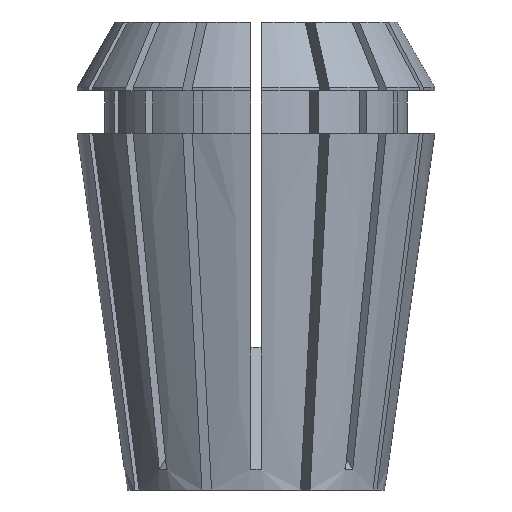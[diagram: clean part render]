
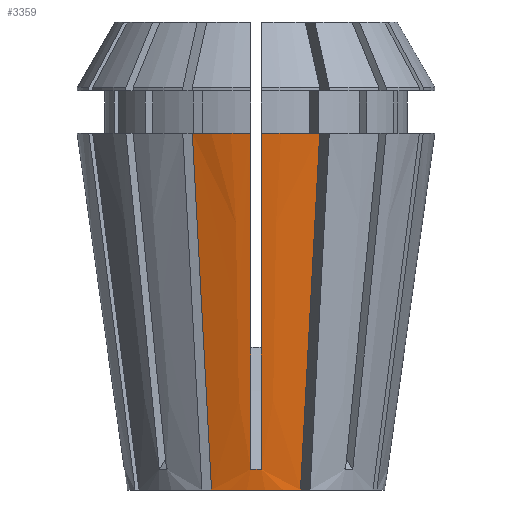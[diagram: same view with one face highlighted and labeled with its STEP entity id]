
A CAD part, left-side view. The second image highlights one B-rep face of the part: STEP entity #3359.
In plain terms, the highlighted conical face has half-angle 8 degrees and reference radius 9.36 mm.
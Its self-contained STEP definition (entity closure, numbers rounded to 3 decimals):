
#2 = B_SPLINE_CURVE_WITH_KNOTS ( 'NONE', 3,
 ( #6063, #181, #694, #3161, #5564, #674, #4119, #1166, #1667, #5093 ),
 .UNSPECIFIED., .F., .F.,
 ( 4, 3, 3, 4 ),
 ( 0.051, 0.057, 0.074, 0.076 ),
 .UNSPECIFIED. ) ;
#22 = CARTESIAN_POINT ( 'NONE',  ( -9.07, -3.351, 2.199 ) ) ;
#23 = ORIENTED_EDGE ( 'NONE', *, *, #6267, .T. ) ;
#181 = CARTESIAN_POINT ( 'NONE',  ( -12.734, 0.375, 24.044 ) ) ;
#202 = ORIENTED_EDGE ( 'NONE', *, *, #2729, .F. ) ;
#509 = EDGE_CURVE ( 'NONE', #2043, #5185, #2786, .T. ) ;
#570 = CIRCLE ( 'NONE', #2691, 13. ) ;
#673 = EDGE_CURVE ( 'NONE', #920, #4785, #4545, .T. ) ;
#674 = CARTESIAN_POINT ( 'NONE',  ( -10.612, 0.375, 8.951 ) ) ;
#694 = CARTESIAN_POINT ( 'NONE',  ( -12.473, 0.375, 22.187 ) ) ;
#697 = CARTESIAN_POINT ( 'NONE',  ( -12.473, -0.375, 22.187 ) ) ;
#762 = CARTESIAN_POINT ( 'NONE',  ( 0., 0., 25.9 ) ) ;
#866 = B_SPLINE_CURVE_WITH_KNOTS ( 'NONE', 3,
 ( #1611, #5036, #4103, #4124, #6068, #4618, #1153 ),
 .UNSPECIFIED., .F., .F.,
 ( 4, 3, 4 ),
 ( 0., 0.023, 0.026 ),
 .UNSPECIFIED. ) ;
#887 = CARTESIAN_POINT ( 'NONE',  ( -9.573, 0.125, 1.498 ) ) ;
#920 = VERTEX_POINT ( 'NONE', #1342 ) ;
#935 = CARTESIAN_POINT ( 'NONE',  ( -8.784, -3.233, 0. ) ) ;
#1024 = CARTESIAN_POINT ( 'NONE',  ( -8.927, -3.292, 1.099 ) ) ;
#1153 = CARTESIAN_POINT ( 'NONE',  ( -8.784, 3.233, 0. ) ) ;
#1166 = CARTESIAN_POINT ( 'NONE',  ( -9.729, 0.375, 2.676 ) ) ;
#1178 = CARTESIAN_POINT ( 'NONE',  ( -9.565, 0.375, 1.507 ) ) ;
#1189 = CARTESIAN_POINT ( 'NONE',  ( -9.729, -0.375, 2.676 ) ) ;
#1249 = DIRECTION ( 'NONE',  ( 0., 0., -1. ) ) ;
#1342 = CARTESIAN_POINT ( 'NONE',  ( -12.995, 0.375, 25.9 ) ) ;
#1495 = CARTESIAN_POINT ( 'NONE',  ( -8.784, -3.233, 0. ) ) ;
#1611 = CARTESIAN_POINT ( 'NONE',  ( -12.149, 4.626, 25.9 ) ) ;
#1640 = AXIS2_PLACEMENT_3D ( 'NONE', #2090, #5573, #5017 ) ;
#1667 = CARTESIAN_POINT ( 'NONE',  ( -9.647, 0.375, 2.091 ) ) ;
#1670 = CARTESIAN_POINT ( 'NONE',  ( -9.811, -0.375, 3.261 ) ) ;
#1880 = ORIENTED_EDGE ( 'NONE', *, *, #3461, .T. ) ;
#1914 = CARTESIAN_POINT ( 'NONE',  ( -8.784, 3.233, 0. ) ) ;
#1944 = CARTESIAN_POINT ( 'NONE',  ( -9.565, -0.375, 1.507 ) ) ;
#2043 = VERTEX_POINT ( 'NONE', #2496 ) ;
#2090 = CARTESIAN_POINT ( 'NONE',  ( 0., 0., 0. ) ) ;
#2097 = CARTESIAN_POINT ( 'NONE',  ( -9.565, -0.375, 1.507 ) ) ;
#2193 = CARTESIAN_POINT ( 'NONE',  ( -11.412, -0.375, 14.641 ) ) ;
#2241 = EDGE_CURVE ( 'NONE', #5243, #3740, #5714, .T. ) ;
#2332 = CARTESIAN_POINT ( 'NONE',  ( -9.565, 0.375, 1.507 ) ) ;
#2362 = B_SPLINE_CURVE_WITH_KNOTS ( 'NONE', 3,
 ( #2332, #887, #4349, #1944 ),
 .UNSPECIFIED., .F., .F.,
 ( 4, 4 ),
 ( 0., 0.001 ),
 .UNSPECIFIED. ) ;
#2448 = CARTESIAN_POINT ( 'NONE',  ( -12.149, -4.626, 25.9 ) ) ;
#2496 = CARTESIAN_POINT ( 'NONE',  ( -12.149, -4.626, 25.9 ) ) ;
#2515 = CIRCLE ( 'NONE', #4358, 9.36 ) ;
#2586 = DIRECTION ( 'NONE',  ( 0., 0., -1. ) ) ;
#2655 = CARTESIAN_POINT ( 'NONE',  ( -9.647, -0.375, 2.091 ) ) ;
#2676 = ORIENTED_EDGE ( 'NONE', *, *, #673, .T. ) ;
#2691 = AXIS2_PLACEMENT_3D ( 'NONE', #762, #1249, #3703 ) ;
#2729 = EDGE_CURVE ( 'NONE', #5185, #5058, #2515, .T. ) ;
#2732 = ORIENTED_EDGE ( 'NONE', *, *, #509, .F. ) ;
#2736 = CONICAL_SURFACE ( 'NONE', #1640, 9.36, 0.14 ) ;
#2786 = B_SPLINE_CURVE_WITH_KNOTS ( 'NONE', 3,
 ( #2448, #3484, #3924, #2984, #22, #1024, #935 ),
 .UNSPECIFIED., .F., .F.,
 ( 4, 3, 4 ),
 ( 0., 0.023, 0.026 ),
 .UNSPECIFIED. ) ;
#2927 = VERTEX_POINT ( 'NONE', #1178 ) ;
#2984 = CARTESIAN_POINT ( 'NONE',  ( -9.213, -3.41, 3.298 ) ) ;
#3096 = AXIS2_PLACEMENT_3D ( 'NONE', #5496, #2586, #6040 ) ;
#3146 = CARTESIAN_POINT ( 'NONE',  ( -12.212, -0.375, 20.331 ) ) ;
#3161 = CARTESIAN_POINT ( 'NONE',  ( -12.212, 0.375, 20.331 ) ) ;
#3359 = ADVANCED_FACE ( 'NONE', ( #5391 ), #2736, .T. ) ;
#3461 = EDGE_CURVE ( 'NONE', #2043, #5243, #570, .T. ) ;
#3484 = CARTESIAN_POINT ( 'NONE',  ( -11.171, -4.221, 18.366 ) ) ;
#3703 = DIRECTION ( 'NONE',  ( -1., 0., 0. ) ) ;
#3740 = VERTEX_POINT ( 'NONE', #2097 ) ;
#3924 = CARTESIAN_POINT ( 'NONE',  ( -10.192, -3.816, 10.832 ) ) ;
#3935 = ORIENTED_EDGE ( 'NONE', *, *, #5405, .F. ) ;
#4045 = ORIENTED_EDGE ( 'NONE', *, *, #5920, .F. ) ;
#4053 = EDGE_LOOP ( 'NONE', ( #2676, #23, #202, #2732, #1880, #5039, #3935, #4045 ) ) ;
#4103 = CARTESIAN_POINT ( 'NONE',  ( -10.192, 3.816, 10.832 ) ) ;
#4119 = CARTESIAN_POINT ( 'NONE',  ( -9.811, 0.375, 3.261 ) ) ;
#4124 = CARTESIAN_POINT ( 'NONE',  ( -9.213, 3.41, 3.298 ) ) ;
#4349 = CARTESIAN_POINT ( 'NONE',  ( -9.573, -0.125, 1.498 ) ) ;
#4358 = AXIS2_PLACEMENT_3D ( 'NONE', #5962, #5507, #5919 ) ;
#4545 = CIRCLE ( 'NONE', #3096, 13. ) ;
#4593 = CARTESIAN_POINT ( 'NONE',  ( -9.565, -0.375, 1.507 ) ) ;
#4618 = CARTESIAN_POINT ( 'NONE',  ( -8.927, 3.292, 1.099 ) ) ;
#4785 = VERTEX_POINT ( 'NONE', #6027 ) ;
#4817 = CARTESIAN_POINT ( 'NONE',  ( -12.995, -0.375, 25.9 ) ) ;
#5017 = DIRECTION ( 'NONE',  ( 1., 0., 0. ) ) ;
#5036 = CARTESIAN_POINT ( 'NONE',  ( -11.171, 4.221, 18.366 ) ) ;
#5039 = ORIENTED_EDGE ( 'NONE', *, *, #2241, .T. ) ;
#5058 = VERTEX_POINT ( 'NONE', #1914 ) ;
#5093 = CARTESIAN_POINT ( 'NONE',  ( -9.565, 0.375, 1.507 ) ) ;
#5185 = VERTEX_POINT ( 'NONE', #1495 ) ;
#5243 = VERTEX_POINT ( 'NONE', #4817 ) ;
#5391 = FACE_OUTER_BOUND ( 'NONE', #4053, .T. ) ;
#5405 = EDGE_CURVE ( 'NONE', #2927, #3740, #2362, .T. ) ;
#5496 = CARTESIAN_POINT ( 'NONE',  ( 0., 0., 25.9 ) ) ;
#5507 = DIRECTION ( 'NONE',  ( 0., 0., -1. ) ) ;
#5564 = CARTESIAN_POINT ( 'NONE',  ( -11.412, 0.375, 14.641 ) ) ;
#5573 = DIRECTION ( 'NONE',  ( 0., 0., 1. ) ) ;
#5611 = CARTESIAN_POINT ( 'NONE',  ( -12.995, -0.375, 25.9 ) ) ;
#5714 = B_SPLINE_CURVE_WITH_KNOTS ( 'NONE', 3,
 ( #5611, #6066, #697, #3146, #2193, #6088, #1670, #1189, #2655, #4593 ),
 .UNSPECIFIED., .F., .F.,
 ( 4, 3, 3, 4 ),
 ( 0.051, 0.057, 0.074, 0.076 ),
 .UNSPECIFIED. ) ;
#5919 = DIRECTION ( 'NONE',  ( -1., 0., 0. ) ) ;
#5920 = EDGE_CURVE ( 'NONE', #920, #2927, #2, .T. ) ;
#5962 = CARTESIAN_POINT ( 'NONE',  ( 0., 0., 0. ) ) ;
#6027 = CARTESIAN_POINT ( 'NONE',  ( -12.149, 4.626, 25.9 ) ) ;
#6040 = DIRECTION ( 'NONE',  ( -1., 0., 0. ) ) ;
#6063 = CARTESIAN_POINT ( 'NONE',  ( -12.995, 0.375, 25.9 ) ) ;
#6066 = CARTESIAN_POINT ( 'NONE',  ( -12.734, -0.375, 24.044 ) ) ;
#6068 = CARTESIAN_POINT ( 'NONE',  ( -9.07, 3.351, 2.199 ) ) ;
#6088 = CARTESIAN_POINT ( 'NONE',  ( -10.612, -0.375, 8.951 ) ) ;
#6267 = EDGE_CURVE ( 'NONE', #4785, #5058, #866, .T. ) ;
